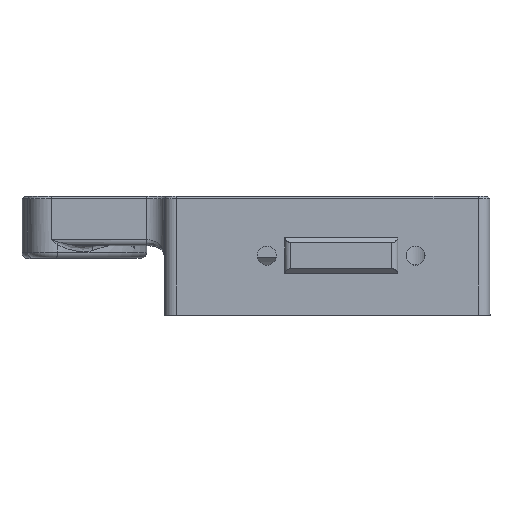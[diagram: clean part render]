
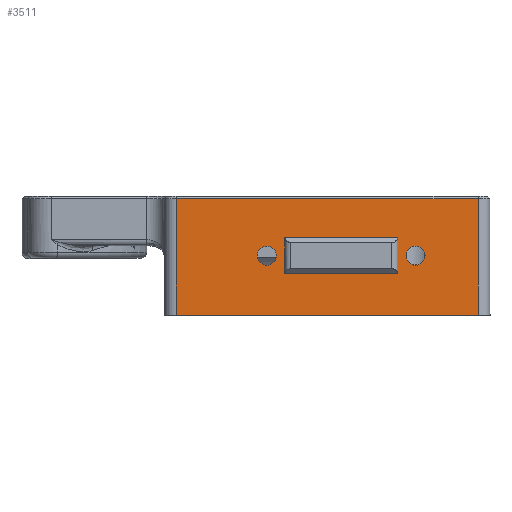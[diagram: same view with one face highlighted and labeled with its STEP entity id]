
A CAD part, top view. The second image highlights one B-rep face of the part: STEP entity #3511.
In plain terms, the highlighted planar face has unit normal (0, 0, 1).
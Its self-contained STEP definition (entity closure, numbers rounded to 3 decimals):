
#49=FACE_BOUND('',#1175,.T.);
#50=FACE_BOUND('',#1176,.T.);
#51=FACE_BOUND('',#1177,.T.);
#233=LINE('',#5860,#517);
#290=LINE('',#6470,#574);
#291=LINE('',#6474,#575);
#292=LINE('',#6478,#576);
#293=LINE('',#6481,#577);
#296=LINE('',#6494,#580);
#349=LINE('',#6694,#633);
#350=LINE('',#6696,#634);
#517=VECTOR('',#4454,10.);
#574=VECTOR('',#4719,10.);
#575=VECTOR('',#4724,10.);
#576=VECTOR('',#4729,10.);
#577=VECTOR('',#4734,10.);
#580=VECTOR('',#4749,10.);
#633=VECTOR('',#4928,10.);
#634=VECTOR('',#4931,10.);
#967=FACE_OUTER_BOUND('',#1174,.T.);
#1174=EDGE_LOOP('',(#3216,#3217,#3218,#3219));
#1175=EDGE_LOOP('',(#3220));
#1176=EDGE_LOOP('',(#3221));
#1177=EDGE_LOOP('',(#3222,#3223,#3224,#3225));
#1343=CIRCLE('',#3838,1.6);
#1344=CIRCLE('',#3840,1.6);
#1585=VERTEX_POINT('',#5854);
#1586=VERTEX_POINT('',#5858);
#1668=VERTEX_POINT('',#6467);
#1669=VERTEX_POINT('',#6469);
#1670=VERTEX_POINT('',#6473);
#1671=VERTEX_POINT('',#6477);
#1672=VERTEX_POINT('',#6483);
#1673=VERTEX_POINT('',#6487);
#1674=VERTEX_POINT('',#6491);
#1675=VERTEX_POINT('',#6493);
#1988=EDGE_CURVE('',#1586,#1585,#233,.T.);
#2124=EDGE_CURVE('',#1669,#1668,#290,.T.);
#2126=EDGE_CURVE('',#1670,#1669,#291,.T.);
#2128=EDGE_CURVE('',#1671,#1670,#292,.T.);
#2130=EDGE_CURVE('',#1668,#1671,#293,.T.);
#2131=EDGE_CURVE('',#1672,#1672,#1343,.T.);
#2133=EDGE_CURVE('',#1673,#1673,#1344,.T.);
#2136=EDGE_CURVE('',#1674,#1675,#296,.T.);
#2197=EDGE_CURVE('',#1586,#1674,#349,.T.);
#2198=EDGE_CURVE('',#1675,#1585,#350,.T.);
#3216=ORIENTED_EDGE('',*,*,#1988,.T.);
#3217=ORIENTED_EDGE('',*,*,#2198,.F.);
#3218=ORIENTED_EDGE('',*,*,#2136,.F.);
#3219=ORIENTED_EDGE('',*,*,#2197,.F.);
#3220=ORIENTED_EDGE('',*,*,#2133,.T.);
#3221=ORIENTED_EDGE('',*,*,#2131,.T.);
#3222=ORIENTED_EDGE('',*,*,#2130,.T.);
#3223=ORIENTED_EDGE('',*,*,#2128,.T.);
#3224=ORIENTED_EDGE('',*,*,#2126,.T.);
#3225=ORIENTED_EDGE('',*,*,#2124,.T.);
#3321=PLANE('',#3906);
#3511=ADVANCED_FACE('',(#967,#49,#50,#51),#3321,.T.);
#3838=AXIS2_PLACEMENT_3D('',#6484,#4737,#4738);
#3840=AXIS2_PLACEMENT_3D('',#6488,#4742,#4743);
#3906=AXIS2_PLACEMENT_3D('',#6695,#4929,#4930);
#4454=DIRECTION('',(-1.,0.,0.));
#4719=DIRECTION('',(0.,-1.,0.));
#4724=DIRECTION('',(1.,0.,0.));
#4729=DIRECTION('',(0.,1.,0.));
#4734=DIRECTION('',(-1.,0.,0.));
#4737=DIRECTION('center_axis',(0.,0.,
-1.));
#4738=DIRECTION('ref_axis',(-1.,0.,0.));
#4742=DIRECTION('center_axis',(0.,0.,
-1.));
#4743=DIRECTION('ref_axis',(-1.,0.,0.));
#4749=DIRECTION('',(-1.,0.,0.));
#4928=DIRECTION('',(0.,-1.,0.));
#4929=DIRECTION('center_axis',(0.,0.,
1.));
#4930=DIRECTION('ref_axis',(1.,0.,0.));
#4931=DIRECTION('',(0.,1.,0.));
#5854=CARTESIAN_POINT('',(14.8,-18.4,-58.096));
#5858=CARTESIAN_POINT('',(65.5,-18.4,-58.096));
#5860=CARTESIAN_POINT('',(21.4,-18.4,-58.096));
#6467=CARTESIAN_POINT('',(52.,-31.,-58.096));
#6469=CARTESIAN_POINT('',(52.,-25.,-58.096));
#6470=CARTESIAN_POINT('',(52.,-34.5,-58.096));
#6473=CARTESIAN_POINT('',(33.,-25.,-58.096));
#6474=CARTESIAN_POINT('',(33.9,-25.,-58.096));
#6477=CARTESIAN_POINT('',(33.,-31.,-58.096));
#6478=CARTESIAN_POINT('',(33.,-31.5,-58.096));
#6481=CARTESIAN_POINT('',(24.4,-31.,-58.096));
#6483=CARTESIAN_POINT('',(56.6,-28.,-58.096));
#6484=CARTESIAN_POINT('Origin',(55.,-28.,-58.096));
#6487=CARTESIAN_POINT('',(31.6,-28.,-58.096));
#6488=CARTESIAN_POINT('Origin',(30.,-28.,-58.096));
#6491=CARTESIAN_POINT('',(65.5,-38.,-58.096));
#6493=CARTESIAN_POINT('',(14.8,-38.,-58.096));
#6494=CARTESIAN_POINT('',(69.5,-38.,-58.096));
#6694=CARTESIAN_POINT('',(65.5,-38.,-58.096));
#6695=CARTESIAN_POINT('Origin',(15.8,-38.,-58.096));
#6696=CARTESIAN_POINT('',(14.8,-28.,-58.096));
